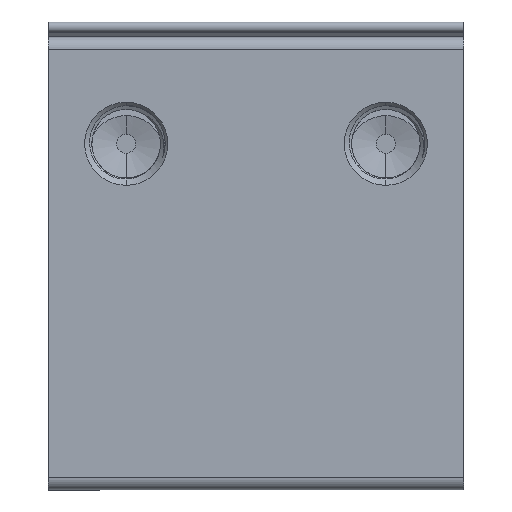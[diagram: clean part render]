
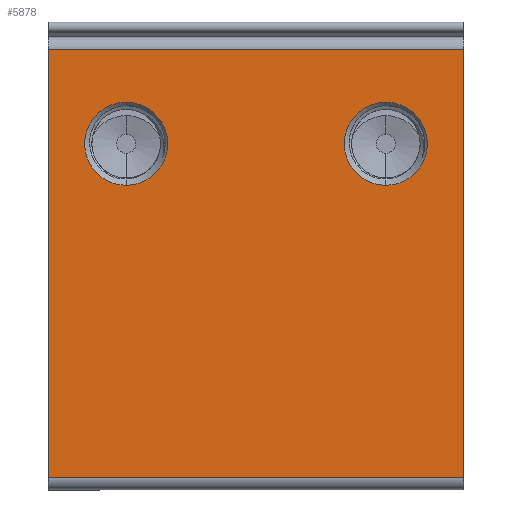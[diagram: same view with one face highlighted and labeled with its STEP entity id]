
A CAD part, left-side view. The second image highlights one B-rep face of the part: STEP entity #5878.
In plain terms, the highlighted planar face has unit normal (-1, 0, 0).
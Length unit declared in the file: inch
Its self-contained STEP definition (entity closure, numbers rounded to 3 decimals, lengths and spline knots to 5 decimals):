
#571 = CARTESIAN_POINT ( 'NONE',  ( -8.68791, 0.10358, -3.4404 ) ) ;
#861 = CARTESIAN_POINT ( 'NONE',  ( -8.68791, 0.10358, -3.2404 ) ) ;
#915 = CIRCLE ( 'NONE', #24545, 0.2 ) ;
#1163 = DIRECTION ( 'NONE',  ( 0., -1., 0. ) ) ;
#1610 = CARTESIAN_POINT ( 'NONE',  ( -8.68791, -1.14642, -3.2404 ) ) ;
#1732 = VERTEX_POINT ( 'NONE', #8084 ) ;
#2148 = CARTESIAN_POINT ( 'NONE',  ( -8.68791, -1.14642, -3.2404 ) ) ;
#2285 = ORIENTED_EDGE ( 'NONE', *, *, #5397, .T. ) ;
#3980 = ORIENTED_EDGE ( 'NONE', *, *, #28522, .F. ) ;
#4238 = VECTOR ( 'NONE', #12557, 39.37008 ) ;
#4383 = EDGE_CURVE ( 'NONE', #24229, #11064, #11342, .T. ) ;
#4446 = DIRECTION ( 'NONE',  ( 0., 0., 1. ) ) ;
#4469 = EDGE_CURVE ( 'NONE', #4934, #1732, #15995, .T. ) ;
#4575 = LINE ( 'NONE', #14592, #4238 ) ;
#4934 = VERTEX_POINT ( 'NONE', #15745 ) ;
#5397 = EDGE_CURVE ( 'NONE', #16950, #28853, #915, .T. ) ;
#5878 = ADVANCED_FACE ( 'NONE', ( #10222, #17048, #15606 ), #22424, .T. ) ;
#8084 = CARTESIAN_POINT ( 'NONE',  ( -8.68791, -1.52142, -4.84701 ) ) ;
#8772 = CARTESIAN_POINT ( 'NONE',  ( -8.68791, -1.14642, -3.0404 ) ) ;
#8951 = ORIENTED_EDGE ( 'NONE', *, *, #14524, .T. ) ;
#9113 = CARTESIAN_POINT ( 'NONE',  ( -8.68791, 0.47858, -2.78537 ) ) ;
#9511 = ORIENTED_EDGE ( 'NONE', *, *, #4383, .T. ) ;
#10222 = FACE_BOUND ( 'NONE', #12320, .T. ) ;
#10688 = AXIS2_PLACEMENT_3D ( 'NONE', #1610, #24336, #26821 ) ;
#10835 = VERTEX_POINT ( 'NONE', #22340 ) ;
#11064 = VERTEX_POINT ( 'NONE', #571 ) ;
#11342 = CIRCLE ( 'NONE', #22252, 0.2 ) ;
#11550 = DIRECTION ( 'NONE',  ( 1., 0., 0. ) ) ;
#11951 = CARTESIAN_POINT ( 'NONE',  ( -8.68791, -1.14642, -3.4404 ) ) ;
#12320 = EDGE_LOOP ( 'NONE', ( #9511, #8951 ) ) ;
#12378 = DIRECTION ( 'NONE',  ( 1., 0., 0. ) ) ;
#12557 = DIRECTION ( 'NONE',  ( 0., 0., -1. ) ) ;
#13200 = DIRECTION ( 'NONE',  ( -1., 0., 0. ) ) ;
#13553 = DIRECTION ( 'NONE',  ( 0., 0., 1. ) ) ;
#14222 = VERTEX_POINT ( 'NONE', #9113 ) ;
#14382 = ORIENTED_EDGE ( 'NONE', *, *, #28300, .F. ) ;
#14524 = EDGE_CURVE ( 'NONE', #11064, #24229, #23509, .T. ) ;
#14592 = CARTESIAN_POINT ( 'NONE',  ( -8.68791, -1.52142, -3.78066 ) ) ;
#14632 = LINE ( 'NONE', #27221, #16412 ) ;
#14888 = ORIENTED_EDGE ( 'NONE', *, *, #15456, .T. ) ;
#15456 = EDGE_CURVE ( 'NONE', #28853, #16950, #28093, .T. ) ;
#15606 = FACE_OUTER_BOUND ( 'NONE', #20687, .T. ) ;
#15745 = CARTESIAN_POINT ( 'NONE',  ( -8.68791, 0.47858, -4.84701 ) ) ;
#15995 = LINE ( 'NONE', #24379, #27091 ) ;
#16412 = VECTOR ( 'NONE', #13553, 39.37008 ) ;
#16950 = VERTEX_POINT ( 'NONE', #8772 ) ;
#17048 = FACE_BOUND ( 'NONE', #28691, .T. ) ;
#17169 = EDGE_CURVE ( 'NONE', #10835, #14222, #18435, .T. ) ;
#18435 = LINE ( 'NONE', #28001, #20936 ) ;
#20044 = CARTESIAN_POINT ( 'NONE',  ( -8.68791, -1.52142, -2.78537 ) ) ;
#20380 = AXIS2_PLACEMENT_3D ( 'NONE', #20044, #13200, #29248 ) ;
#20687 = EDGE_LOOP ( 'NONE', ( #14382, #26937, #3980, #29362 ) ) ;
#20936 = VECTOR ( 'NONE', #28211, 39.37008 ) ;
#21854 = DIRECTION ( 'NONE',  ( 1., 0., 0. ) ) ;
#22252 = AXIS2_PLACEMENT_3D ( 'NONE', #861, #12378, #28412 ) ;
#22340 = CARTESIAN_POINT ( 'NONE',  ( -8.68791, -1.52142, -2.78537 ) ) ;
#22424 = PLANE ( 'NONE',  #20380 ) ;
#23454 = CARTESIAN_POINT ( 'NONE',  ( -8.68791, 0.10358, -3.0404 ) ) ;
#23509 = CIRCLE ( 'NONE', #29490, 0.2 ) ;
#24133 = CARTESIAN_POINT ( 'NONE',  ( -8.68791, 0.10358, -3.2404 ) ) ;
#24229 = VERTEX_POINT ( 'NONE', #23454 ) ;
#24336 = DIRECTION ( 'NONE',  ( 1., 0., 0. ) ) ;
#24379 = CARTESIAN_POINT ( 'NONE',  ( -8.68791, -0.52142, -4.84701 ) ) ;
#24545 = AXIS2_PLACEMENT_3D ( 'NONE', #2148, #11550, #4446 ) ;
#26821 = DIRECTION ( 'NONE',  ( 0., 0., 1. ) ) ;
#26937 = ORIENTED_EDGE ( 'NONE', *, *, #17169, .T. ) ;
#27091 = VECTOR ( 'NONE', #1163, 39.37008 ) ;
#27221 = CARTESIAN_POINT ( 'NONE',  ( -8.68791, 0.47858, -2.65432 ) ) ;
#28001 = CARTESIAN_POINT ( 'NONE',  ( -8.68791, -0.52142, -2.78537 ) ) ;
#28093 = CIRCLE ( 'NONE', #10688, 0.2 ) ;
#28211 = DIRECTION ( 'NONE',  ( 0., 1., 0. ) ) ;
#28300 = EDGE_CURVE ( 'NONE', #10835, #1732, #4575, .T. ) ;
#28412 = DIRECTION ( 'NONE',  ( 0., 0., 1. ) ) ;
#28522 = EDGE_CURVE ( 'NONE', #4934, #14222, #14632, .T. ) ;
#28691 = EDGE_LOOP ( 'NONE', ( #2285, #14888 ) ) ;
#28771 = DIRECTION ( 'NONE',  ( 0., 0., 1. ) ) ;
#28853 = VERTEX_POINT ( 'NONE', #11951 ) ;
#29248 = DIRECTION ( 'NONE',  ( 0., 1., 0. ) ) ;
#29362 = ORIENTED_EDGE ( 'NONE', *, *, #4469, .T. ) ;
#29490 = AXIS2_PLACEMENT_3D ( 'NONE', #24133, #21854, #28771 ) ;
